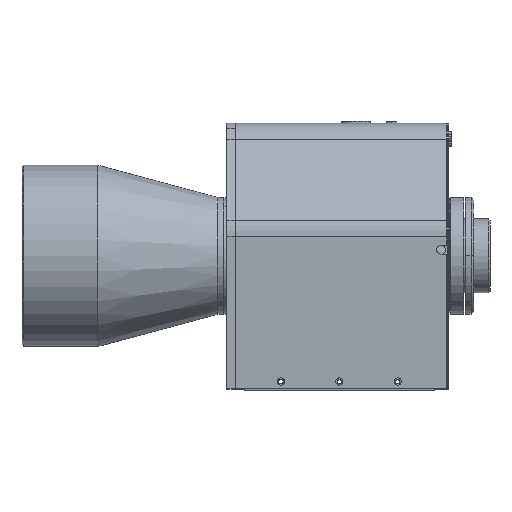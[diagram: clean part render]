
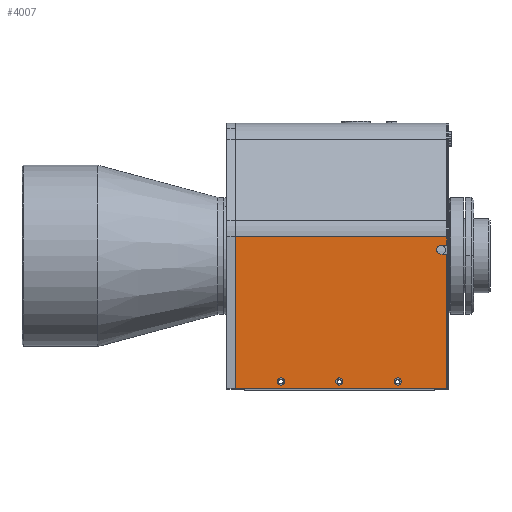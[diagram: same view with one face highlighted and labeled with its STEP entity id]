
A CAD part, top view. The second image highlights one B-rep face of the part: STEP entity #4007.
In plain terms, the highlighted planar face has unit normal (0, 0, 1).
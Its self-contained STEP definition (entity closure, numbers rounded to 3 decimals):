
#68 = CARTESIAN_POINT ( 'NONE',  ( -99.07, -45.6, 49.002 ) ) ;
#144 = VERTEX_POINT ( 'NONE', #4976 ) ;
#209 = ORIENTED_EDGE ( 'NONE', *, *, #16152, .F. ) ;
#298 = AXIS2_PLACEMENT_3D ( 'NONE', #701, #10213, #2097 ) ;
#646 = AXIS2_PLACEMENT_3D ( 'NONE', #15604, #7502, #16931 ) ;
#671 = CARTESIAN_POINT ( 'NONE',  ( -26.82, 3.502, 49. ) ) ;
#701 = CARTESIAN_POINT ( 'NONE',  ( -63.595, -43.1, 49.002 ) ) ;
#1049 = AXIS2_PLACEMENT_3D ( 'NONE', #7058, #16490, #8383 ) ;
#1195 = CARTESIAN_POINT ( 'NONE',  ( -28.82, 3.502, 49. ) ) ;
#1209 = VERTEX_POINT ( 'NONE', #11554 ) ;
#1514 = CARTESIAN_POINT ( 'NONE',  ( -83.595, -43.1, 49.002 ) ) ;
#1527 = VERTEX_POINT ( 'NONE', #6996 ) ;
#1653 = CIRCLE ( 'NONE', #298, 1.25 ) ;
#1668 = CARTESIAN_POINT ( 'NONE',  ( -63.595, -44.35, 49.002 ) ) ;
#1693 = VECTOR ( 'NONE', #9852, 1000. ) ;
#1859 = EDGE_LOOP ( 'NONE', ( #6399, #209, #7208, #11742, #17416, #17179, #9851, #11371 ) ) ;
#2097 = DIRECTION ( 'NONE',  ( 0., 1., 0. ) ) ;
#2554 = DIRECTION ( 'NONE',  ( 0., 0., -1. ) ) ;
#2760 = VERTEX_POINT ( 'NONE', #9511 ) ;
#2867 = DIRECTION ( 'NONE',  ( 0., 1., 0. ) ) ;
#3107 = LINE ( 'NONE', #11123, #17085 ) ;
#3135 = CIRCLE ( 'NONE', #7187, 1.25 ) ;
#3241 = CARTESIAN_POINT ( 'NONE',  ( -99.07, 6.452, 49. ) ) ;
#3990 = CIRCLE ( 'NONE', #1049, 1.25 ) ;
#4007 = ADVANCED_FACE ( 'NONE', ( #4916, #8091, #4471, #15295 ), #13327, .F. ) ;
#4325 = EDGE_LOOP ( 'NONE', ( #15859, #4830 ) ) ;
#4471 = FACE_BOUND ( 'NONE', #4325, .T. ) ;
#4536 = LINE ( 'NONE', #68, #8153 ) ;
#4651 = CARTESIAN_POINT ( 'NONE',  ( -262.307, 6.452, 49. ) ) ;
#4830 = ORIENTED_EDGE ( 'NONE', *, *, #6236, .F. ) ;
#4916 = FACE_BOUND ( 'NONE', #7640, .T. ) ;
#4929 = VECTOR ( 'NONE', #10122, 1000. ) ;
#4946 = EDGE_CURVE ( 'NONE', #7557, #1527, #6767, .T. ) ;
#4969 = EDGE_CURVE ( 'NONE', #1209, #16314, #3135, .T. ) ;
#4976 = CARTESIAN_POINT ( 'NONE',  ( -99.07, -45.6, 49.002 ) ) ;
#5117 = CARTESIAN_POINT ( 'NONE',  ( -43.595, -43.1, 49.002 ) ) ;
#5174 = DIRECTION ( 'NONE',  ( 0., 0., 1. ) ) ;
#5241 = CARTESIAN_POINT ( 'NONE',  ( -63.595, -43.1, 49.002 ) ) ;
#5309 = EDGE_LOOP ( 'NONE', ( #17299, #14209 ) ) ;
#5710 = VERTEX_POINT ( 'NONE', #13419 ) ;
#5723 = DIRECTION ( 'NONE',  ( 1., 0., 0. ) ) ;
#5847 = CARTESIAN_POINT ( 'NONE',  ( -83.595, -44.35, 49.002 ) ) ;
#5908 = VERTEX_POINT ( 'NONE', #15294 ) ;
#6065 = EDGE_CURVE ( 'NONE', #10848, #5908, #1653, .T. ) ;
#6209 = CARTESIAN_POINT ( 'NONE',  ( -26.82, -45.6, 49.002 ) ) ;
#6236 = EDGE_CURVE ( 'NONE', #16314, #1209, #14575, .T. ) ;
#6243 = CARTESIAN_POINT ( 'NONE',  ( -26.82, -45.6, 49.002 ) ) ;
#6399 = ORIENTED_EDGE ( 'NONE', *, *, #16404, .F. ) ;
#6483 = DIRECTION ( 'NONE',  ( 0., 1., 0. ) ) ;
#6608 = DIRECTION ( 'NONE',  ( 0., 1., 0. ) ) ;
#6767 = LINE ( 'NONE', #6822, #13541 ) ;
#6822 = CARTESIAN_POINT ( 'NONE',  ( -28.82, 0.502, 49. ) ) ;
#6996 = CARTESIAN_POINT ( 'NONE',  ( -26.82, 0.502, 49. ) ) ;
#7058 = CARTESIAN_POINT ( 'NONE',  ( -43.595, -43.1, 49.002 ) ) ;
#7066 = CARTESIAN_POINT ( 'NONE',  ( -43.595, -41.85, 49.002 ) ) ;
#7156 = CARTESIAN_POINT ( 'NONE',  ( -26.82, -45.6, 49.002 ) ) ;
#7187 = AXIS2_PLACEMENT_3D ( 'NONE', #1514, #11028, #2867 ) ;
#7208 = ORIENTED_EDGE ( 'NONE', *, *, #14133, .T. ) ;
#7502 = DIRECTION ( 'NONE',  ( 0., 0., 1. ) ) ;
#7557 = VERTEX_POINT ( 'NONE', #14736 ) ;
#7640 = EDGE_LOOP ( 'NONE', ( #9054, #12561 ) ) ;
#8080 = EDGE_CURVE ( 'NONE', #5908, #10848, #15654, .T. ) ;
#8091 = FACE_BOUND ( 'NONE', #5309, .T. ) ;
#8097 = DIRECTION ( 'NONE',  ( 1., 0., 0. ) ) ;
#8153 = VECTOR ( 'NONE', #8167, 1000. ) ;
#8167 = DIRECTION ( 'NONE',  ( 0., -1., 0. ) ) ;
#8383 = DIRECTION ( 'NONE',  ( 0., 1., 0. ) ) ;
#8536 = LINE ( 'NONE', #4651, #4929 ) ;
#9054 = ORIENTED_EDGE ( 'NONE', *, *, #10620, .F. ) ;
#9078 = VECTOR ( 'NONE', #11867, 1000. ) ;
#9483 = LINE ( 'NONE', #6243, #9078 ) ;
#9511 = CARTESIAN_POINT ( 'NONE',  ( -26.82, 6.452, 49. ) ) ;
#9577 = VERTEX_POINT ( 'NONE', #7066 ) ;
#9851 = ORIENTED_EDGE ( 'NONE', *, *, #13381, .T. ) ;
#9852 = DIRECTION ( 'NONE',  ( 0., 1., 0. ) ) ;
#10098 = AXIS2_PLACEMENT_3D ( 'NONE', #10695, #2554, #12051 ) ;
#10122 = DIRECTION ( 'NONE',  ( 1., 0., 0. ) ) ;
#10213 = DIRECTION ( 'NONE',  ( 0., 0., 1. ) ) ;
#10594 = AXIS2_PLACEMENT_3D ( 'NONE', #5117, #14594, #6483 ) ;
#10620 = EDGE_CURVE ( 'NONE', #9577, #13219, #14556, .T. ) ;
#10695 = CARTESIAN_POINT ( 'NONE',  ( -262.307, -45.6, 49.002 ) ) ;
#10781 = EDGE_CURVE ( 'NONE', #15870, #144, #4536, .T. ) ;
#10848 = VERTEX_POINT ( 'NONE', #1668 ) ;
#11028 = DIRECTION ( 'NONE',  ( 0., 0., 1. ) ) ;
#11123 = CARTESIAN_POINT ( 'NONE',  ( -262.307, -45.6, 49.002 ) ) ;
#11371 = ORIENTED_EDGE ( 'NONE', *, *, #4946, .F. ) ;
#11554 = CARTESIAN_POINT ( 'NONE',  ( -83.595, -41.85, 49.002 ) ) ;
#11596 = VERTEX_POINT ( 'NONE', #671 ) ;
#11651 = VERTEX_POINT ( 'NONE', #6209 ) ;
#11742 = ORIENTED_EDGE ( 'NONE', *, *, #15872, .F. ) ;
#11867 = DIRECTION ( 'NONE',  ( 0., 1., 0. ) ) ;
#12051 = DIRECTION ( 'NONE',  ( 0., -1., 0. ) ) ;
#12359 = VECTOR ( 'NONE', #16206, 1000. ) ;
#12478 = EDGE_CURVE ( 'NONE', #13219, #9577, #3990, .T. ) ;
#12561 = ORIENTED_EDGE ( 'NONE', *, *, #12478, .F. ) ;
#12764 = LINE ( 'NONE', #1195, #12359 ) ;
#12962 = AXIS2_PLACEMENT_3D ( 'NONE', #5241, #14716, #6608 ) ;
#13089 = EDGE_CURVE ( 'NONE', #144, #11651, #3107, .T. ) ;
#13219 = VERTEX_POINT ( 'NONE', #17476 ) ;
#13278 = CARTESIAN_POINT ( 'NONE',  ( -83.595, -43.1, 49.002 ) ) ;
#13327 = PLANE ( 'NONE',  #10098 ) ;
#13381 = EDGE_CURVE ( 'NONE', #11651, #1527, #15687, .T. ) ;
#13419 = CARTESIAN_POINT ( 'NONE',  ( -28.82, 3.502, 49. ) ) ;
#13541 = VECTOR ( 'NONE', #8097, 1000. ) ;
#14133 = EDGE_CURVE ( 'NONE', #11596, #2760, #9483, .T. ) ;
#14209 = ORIENTED_EDGE ( 'NONE', *, *, #6065, .F. ) ;
#14264 = CIRCLE ( 'NONE', #646, 1.5 ) ;
#14556 = CIRCLE ( 'NONE', #10594, 1.25 ) ;
#14575 = CIRCLE ( 'NONE', #14844, 1.25 ) ;
#14594 = DIRECTION ( 'NONE',  ( 0., 0., 1. ) ) ;
#14658 = DIRECTION ( 'NONE',  ( 0., 1., 0. ) ) ;
#14716 = DIRECTION ( 'NONE',  ( 0., 0., 1. ) ) ;
#14736 = CARTESIAN_POINT ( 'NONE',  ( -28.82, 0.502, 49. ) ) ;
#14844 = AXIS2_PLACEMENT_3D ( 'NONE', #13278, #5174, #14658 ) ;
#15294 = CARTESIAN_POINT ( 'NONE',  ( -63.595, -41.85, 49.002 ) ) ;
#15295 = FACE_OUTER_BOUND ( 'NONE', #1859, .T. ) ;
#15604 = CARTESIAN_POINT ( 'NONE',  ( -28.82, 2.002, 49. ) ) ;
#15654 = CIRCLE ( 'NONE', #12962, 1.25 ) ;
#15687 = LINE ( 'NONE', #7156, #1693 ) ;
#15859 = ORIENTED_EDGE ( 'NONE', *, *, #4969, .F. ) ;
#15870 = VERTEX_POINT ( 'NONE', #3241 ) ;
#15872 = EDGE_CURVE ( 'NONE', #15870, #2760, #8536, .T. ) ;
#16152 = EDGE_CURVE ( 'NONE', #11596, #5710, #12764, .T. ) ;
#16206 = DIRECTION ( 'NONE',  ( -1., 0., 0. ) ) ;
#16314 = VERTEX_POINT ( 'NONE', #5847 ) ;
#16404 = EDGE_CURVE ( 'NONE', #5710, #7557, #14264, .T. ) ;
#16490 = DIRECTION ( 'NONE',  ( 0., 0., 1. ) ) ;
#16931 = DIRECTION ( 'NONE',  ( 0., 1., 0. ) ) ;
#17085 = VECTOR ( 'NONE', #5723, 1000. ) ;
#17179 = ORIENTED_EDGE ( 'NONE', *, *, #13089, .T. ) ;
#17299 = ORIENTED_EDGE ( 'NONE', *, *, #8080, .F. ) ;
#17416 = ORIENTED_EDGE ( 'NONE', *, *, #10781, .T. ) ;
#17476 = CARTESIAN_POINT ( 'NONE',  ( -43.595, -44.35, 49.002 ) ) ;
